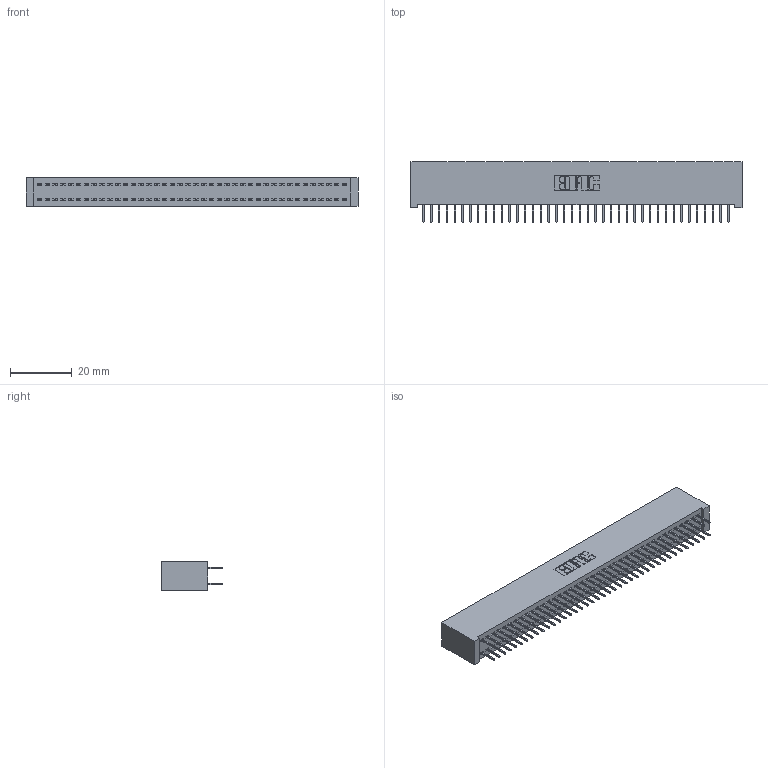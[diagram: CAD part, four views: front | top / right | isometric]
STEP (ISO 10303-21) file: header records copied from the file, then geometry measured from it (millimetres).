
FILE_DESCRIPTION (( 'STEP AP203' ), '1' );
FILE_NAME ('392-080-524-201.STEP', '2018-08-18T02:48:33', ( '' ), ( '' ), 'SwSTEP 2.0', 'SolidWorks 2016', '' );
FILE_SCHEMA (( 'CONFIG_CONTROL_DESIGN' ));
Length unit declared in the file: inch
Products named in the file (3): 345-292-001_345-293-124; 392-080-524-201; 342 Part_Lugless
Assembly tree (81 placements, depth 2):
  392-080-524-201
    342 Part_Lugless
    345-292-001_345-293-124  x80
Bounding box: 107.85 x 19.69 x 9.4 mm (x, y, z)
Volume: 9999.1 mm3; surface area: 16358.1 mm2
Topology: 81 solids, 81 shells, 4582 faces, 12995 edges, 8342 vertices
Faces by surface type: plane 3422, cylinder 1160
Entity records: 25657 total; most frequent: CARTESIAN_POINT 4250, ORIENTED_EDGE 4186, DIRECTION 3629, EDGE_CURVE 2093, LINE 1977, VECTOR 1977, VERTEX_POINT 1390, AXIS2_PLACEMENT_3D 826
